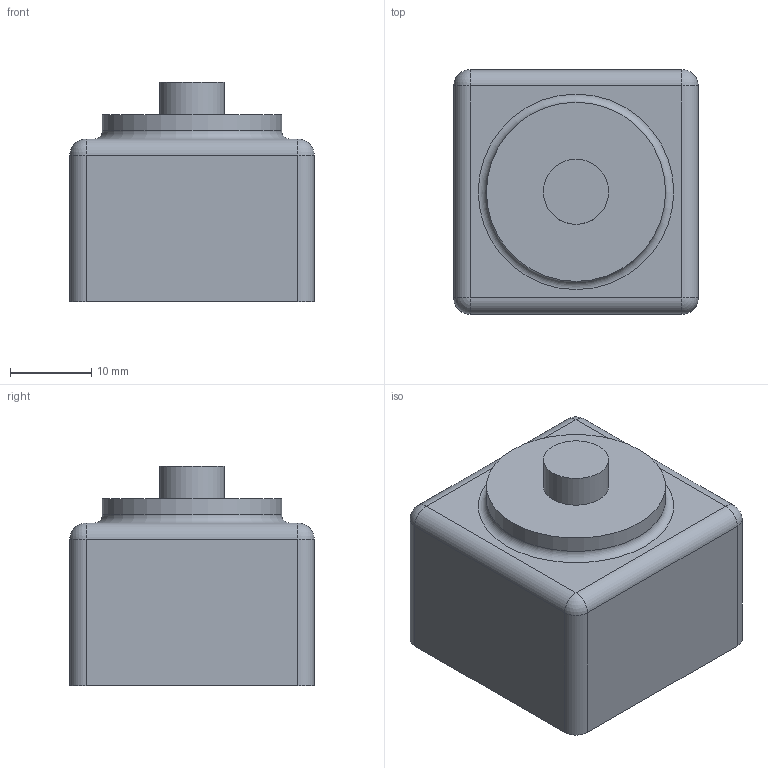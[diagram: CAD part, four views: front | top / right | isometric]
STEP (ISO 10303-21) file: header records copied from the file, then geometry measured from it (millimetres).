
FILE_DESCRIPTION(('FreeCAD Model'),'2;1');
FILE_NAME('Soporte Spinner.step','2020-05-29T17:58:20',('Author'),(''), 'Open CASCADE STEP processor 7.3','FreeCAD','Unknown');
FILE_SCHEMA(('AUTOMOTIVE_DESIGN { 1 0 10303 214 1 1 1 1 }'));
Length unit declared in the file: millimetre
Products named in the file (1): Soporte_Spinner
Bounding box: 30 x 30 x 27 mm (x, y, z)
Volume: 19190.3 mm3; surface area: 4301.3 mm2
Topology: 1 solids, 1 shells, 23 faces, 48 edges, 25 vertices
Faces by surface type: cylinder 10, plane 8, sphere 4, torus 1
Full cylindrical faces by diameter (mm): 8 x1, 22 x1
Entity records: 1309 total; most frequent: CARTESIAN_POINT 211, DIRECTION 182, ORIENTED_EDGE 88, PCURVE 88, DEFINITIONAL_REPRESENTATION 88, LINE 84, VECTOR 84, AXIS2_PLACEMENT_3D 46
